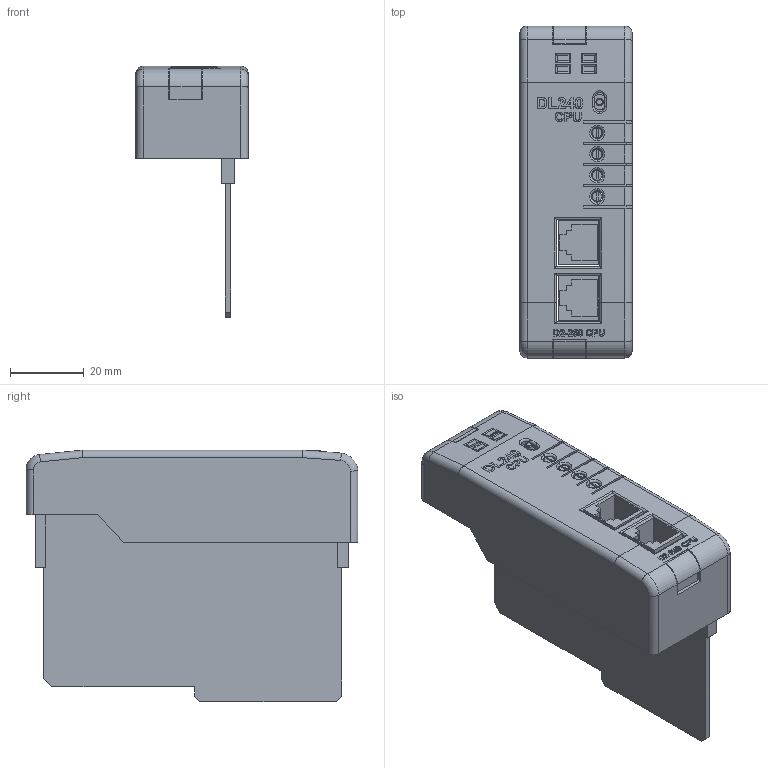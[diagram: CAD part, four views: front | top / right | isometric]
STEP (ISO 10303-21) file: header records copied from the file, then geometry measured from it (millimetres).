
FILE_DESCRIPTION (( 'STEP AP214' ), '1' );
FILE_NAME ('D2-240_CPU_Light_NEW.STEP', '2011-02-03T15:24:16', ( ' ' ), ( ' ' ), 'SwSTEP 2.0', 'SolidWorks 2009', '' );
FILE_SCHEMA (( 'AUTOMOTIVE_DESIGN' ));
Length unit declared in the file: millimetre
Products named in the file (1): D2-240_CPU_Light_NEW
Bounding box: 30.5 x 90 x 68.21 mm (x, y, z)
Volume: 21125.9 mm3; surface area: 31970.2 mm2
Topology: 12 solids, 12 shells, 662 faces, 1815 edges, 1194 vertices
Faces by surface type: plane 403, bspline 126, cylinder 111, torus 22
Entity records: 34145 total; most frequent: CARTESIAN_POINT 11136, ORIENTED_EDGE 3630, DIRECTION 2785, EDGE_CURVE 1815, VECTOR 1279, LINE 1279, VERTEX_POINT 1194, AXIS2_PLACEMENT_3D 753
